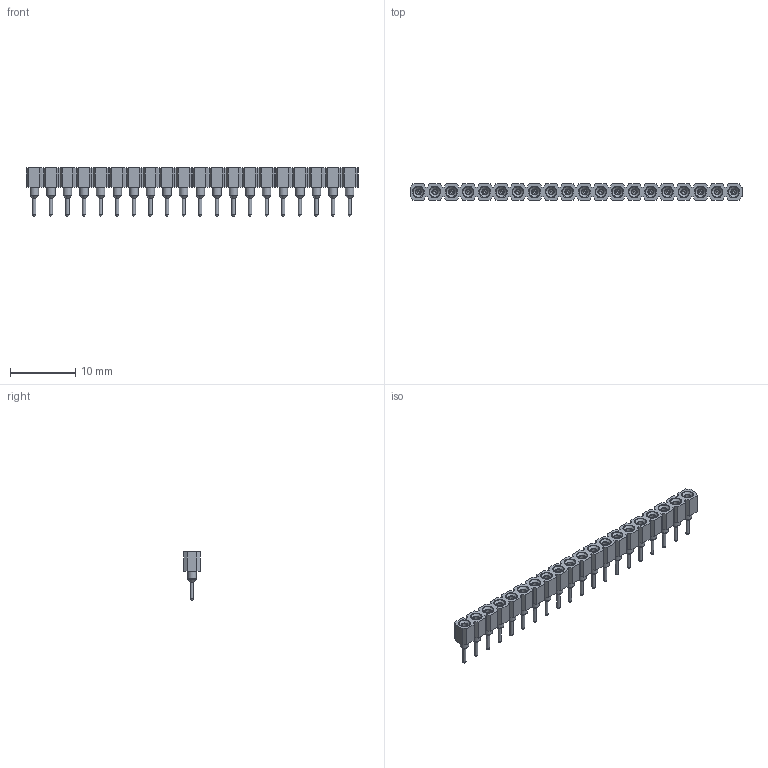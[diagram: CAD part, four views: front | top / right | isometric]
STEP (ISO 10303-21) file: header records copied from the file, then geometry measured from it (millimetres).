
FILE_DESCRIPTION(('STEP AP214'), '1');
FILE_NAME('SCSL (DS1002-01 CONNFLY)', '', ('UNSPECIFIED'), ('UNSPECIFIED'), 'ASCON STEP Converter 1.6', 'ASCON Math Kernel', '');
FILE_SCHEMA(('AUTOMOTIVE_DESIGN { 1 0 10303 214 3 1 1}'));
Length unit declared in the file: millimetre
Bounding box: 50.8 x 2.54 x 7.4 mm (x, y, z)
Volume: 335.9 mm3; surface area: 1862.4 mm2
Topology: 41 solids, 41 shells, 966 faces, 2232 edges, 1348 vertices
Faces by surface type: plane 566, cone 220, cylinder 160, sphere 20
Full cylindrical faces by diameter (mm): 0.5 x20, 0.8 x20, 1 x40, 1.3 x40, 1.8 x40
Entity records: 36524 total; most frequent: CARTESIAN_POINT 7747, DIRECTION 4386, ORIENTED_EDGE 3904, EDGE_CURVE 1952, AXIS2_PLACEMENT_3D 1787, VERTEX_POINT 1308, EDGE_LOOP 1286, COLOUR_RGB 1007
